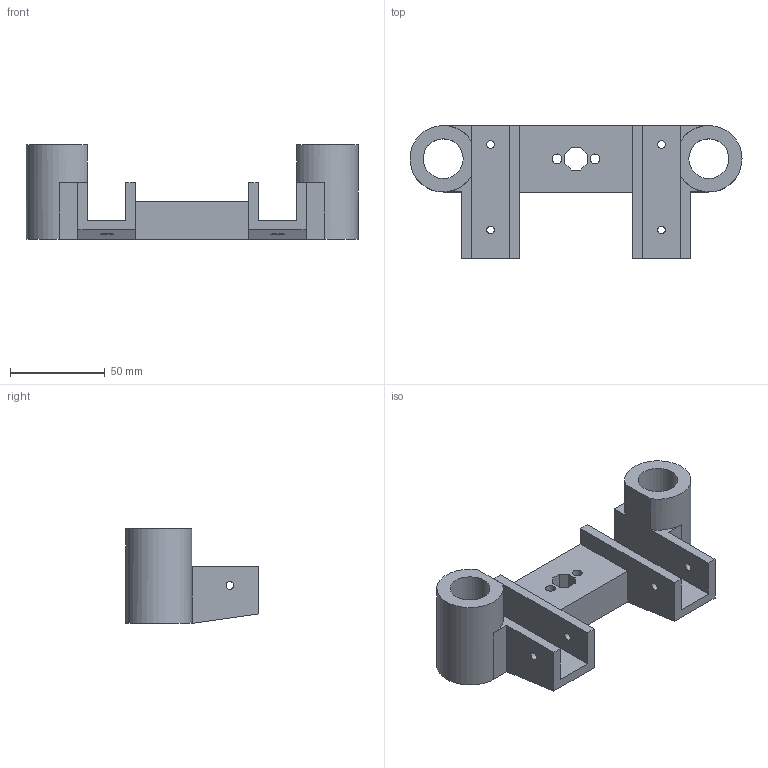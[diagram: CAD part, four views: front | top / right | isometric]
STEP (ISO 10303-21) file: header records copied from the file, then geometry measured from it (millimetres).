
FILE_DESCRIPTION( ( '' ), ' ' );
FILE_NAME( '5e1d44c5e780bc156607b4cd.step', '2020-01-14T04:34:14', ( '' ), ( '' ), ' ', ' ', ' ' );
FILE_SCHEMA( ( 'AUTOMOTIVE_DESIGN { 1 0 10303 214 1 1 1 1 }' ) );
Length unit declared in the file: metre
Products named in the file (1): Part 1
Bounding box: 175 x 70 x 50 mm (x, y, z)
Volume: 152792.5 mm3; surface area: 46134 mm2
Topology: 1 solids, 1 shells, 67 faces, 184 edges, 124 vertices
Faces by surface type: plane 45, cylinder 22
Full cylindrical faces by diameter (mm): 4.1 x8, 5.1 x2, 7.1 x4, 21 x2
Entity records: 2590 total; most frequent: CARTESIAN_POINT 344, DIRECTION 344, ORIENTED_EDGE 320, EDGE_CURVE 160, AXIS2_PLACEMENT_3D 116, VERTEX_POINT 116, EDGE_LOOP 114, LINE 112
